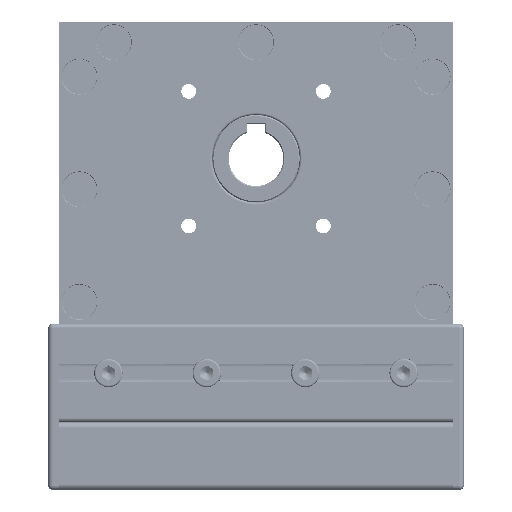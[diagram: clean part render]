
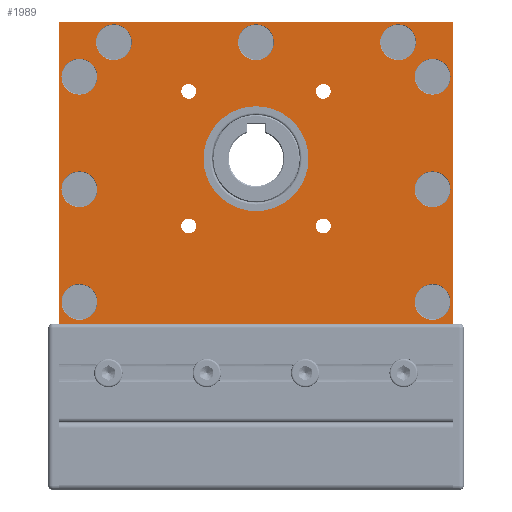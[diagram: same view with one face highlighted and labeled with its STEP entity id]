
A CAD part, left-side view. The second image highlights one B-rep face of the part: STEP entity #1989.
In plain terms, the highlighted face is planar.
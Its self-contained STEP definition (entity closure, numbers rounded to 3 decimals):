
#122=CARTESIAN_POINT('',(-90.,-75.5,0.0));
#123=VERTEX_POINT('',#122);
#130=CARTESIAN_POINT('',(90.,-75.5,0.0));
#131=VERTEX_POINT('',#130);
#132=CARTESIAN_POINT('',(90.,-75.5,0.0));
#133=DIRECTION('',(-1.0,0.0,0.0));
#134=VECTOR('',#133,180.0);
#135=LINE('',#132,#134);
#136=EDGE_CURVE('',#131,#123,#135,.T.);
#245=CARTESIAN_POINT('',(-90.0,62.5,0.0));
#246=VERTEX_POINT('',#245);
#253=CARTESIAN_POINT('',(-90.0,62.5,0.0));
#254=DIRECTION('',(0.0,-1.0,0.0));
#255=VECTOR('',#254,138.0);
#256=LINE('',#253,#255);
#257=EDGE_CURVE('',#246,#123,#256,.T.);
#323=CARTESIAN_POINT('',(30.76,27.36,0.));
#324=VERTEX_POINT('',#323);
#325=CARTESIAN_POINT('',(30.76,30.76,0.0));
#326=DIRECTION('',(0.0,0.0,1.0));
#327=DIRECTION('',(0.0,1.0,0.0));
#328=AXIS2_PLACEMENT_3D('',#325,#326,#327);
#329=CIRCLE('',#328,3.4);
#330=EDGE_CURVE('',#324,#324,#329,.T.);
#351=CARTESIAN_POINT('',(27.36,-30.76,0.));
#352=VERTEX_POINT('',#351);
#353=CARTESIAN_POINT('',(30.76,-30.76,0.0));
#354=DIRECTION('',(0.0,0.0,1.0));
#355=DIRECTION('',(1.0,0.0,0.0));
#356=AXIS2_PLACEMENT_3D('',#353,#354,#355);
#357=CIRCLE('',#356,3.4);
#358=EDGE_CURVE('',#352,#352,#357,.T.);
#379=CARTESIAN_POINT('',(-30.76,-27.36,0.));
#380=VERTEX_POINT('',#379);
#381=CARTESIAN_POINT('',(-30.76,-30.76,0.0));
#382=DIRECTION('',(0.0,0.0,1.0));
#383=DIRECTION('',(0.0,-1.0,0.0));
#384=AXIS2_PLACEMENT_3D('',#381,#382,#383);
#385=CIRCLE('',#384,3.4);
#386=EDGE_CURVE('',#380,#380,#385,.T.);
#407=CARTESIAN_POINT('',(-27.36,30.76,0.0));
#408=VERTEX_POINT('',#407);
#409=CARTESIAN_POINT('',(-30.76,30.76,0.0));
#410=DIRECTION('',(0.0,0.0,1.0));
#411=DIRECTION('',(-1.0,0.0,0.0));
#412=AXIS2_PLACEMENT_3D('',#409,#410,#411);
#413=CIRCLE('',#412,3.4);
#414=EDGE_CURVE('',#408,#408,#413,.T.);
#456=CARTESIAN_POINT('',(72.55,-14.,0.0));
#457=VERTEX_POINT('',#456);
#458=CARTESIAN_POINT('',(80.75,-14.,0.0));
#459=DIRECTION('',(0.0,0.0,1.0));
#460=DIRECTION('',(-1.0,0.0,0.0));
#461=AXIS2_PLACEMENT_3D('',#458,#459,#460);
#462=CIRCLE('',#461,8.2);
#463=EDGE_CURVE('',#457,#457,#462,.T.);
#546=CARTESIAN_POINT('',(72.55,-65.5,0.0));
#547=VERTEX_POINT('',#546);
#548=CARTESIAN_POINT('',(80.75,-65.5,0.0));
#549=DIRECTION('',(0.0,0.0,1.0));
#550=DIRECTION('',(-1.0,0.0,0.0));
#551=AXIS2_PLACEMENT_3D('',#548,#549,#550);
#552=CIRCLE('',#551,8.2);
#553=EDGE_CURVE('',#547,#547,#552,.T.);
#636=CARTESIAN_POINT('',(-88.95,-65.5,0.0));
#637=VERTEX_POINT('',#636);
#638=CARTESIAN_POINT('',(-80.75,-65.5,0.0));
#639=DIRECTION('',(0.0,0.0,1.0));
#640=DIRECTION('',(-1.0,0.0,0.0));
#641=AXIS2_PLACEMENT_3D('',#638,#639,#640);
#642=CIRCLE('',#641,8.2);
#643=EDGE_CURVE('',#637,#637,#642,.T.);
#726=CARTESIAN_POINT('',(-88.95,-14.,0.0));
#727=VERTEX_POINT('',#726);
#728=CARTESIAN_POINT('',(-80.75,-14.,0.0));
#729=DIRECTION('',(0.0,0.0,1.0));
#730=DIRECTION('',(-1.0,0.0,0.0));
#731=AXIS2_PLACEMENT_3D('',#728,#729,#730);
#732=CIRCLE('',#731,8.2);
#733=EDGE_CURVE('',#727,#727,#732,.T.);
#816=CARTESIAN_POINT('',(-88.95,37.5,0.0));
#817=VERTEX_POINT('',#816);
#818=CARTESIAN_POINT('',(-80.75,37.5,0.0));
#819=DIRECTION('',(0.0,0.0,1.0));
#820=DIRECTION('',(-1.0,0.0,0.0));
#821=AXIS2_PLACEMENT_3D('',#818,#819,#820);
#822=CIRCLE('',#821,8.2);
#823=EDGE_CURVE('',#817,#817,#822,.T.);
#906=CARTESIAN_POINT('',(-73.2,53.25,0.0));
#907=VERTEX_POINT('',#906);
#908=CARTESIAN_POINT('',(-65.,53.25,0.0));
#909=DIRECTION('',(0.0,0.0,1.0));
#910=DIRECTION('',(-1.0,0.0,0.0));
#911=AXIS2_PLACEMENT_3D('',#908,#909,#910);
#912=CIRCLE('',#911,8.2);
#913=EDGE_CURVE('',#907,#907,#912,.T.);
#996=CARTESIAN_POINT('',(-8.2,53.25,0.0));
#997=VERTEX_POINT('',#996);
#998=CARTESIAN_POINT('',(0.,53.25,0.0));
#999=DIRECTION('',(0.0,0.0,1.0));
#1000=DIRECTION('',(-1.0,0.0,0.0));
#1001=AXIS2_PLACEMENT_3D('',#998,#999,#1000);
#1002=CIRCLE('',#1001,8.2);
#1003=EDGE_CURVE('',#997,#997,#1002,.T.);
#1086=CARTESIAN_POINT('',(56.8,53.25,0.0));
#1087=VERTEX_POINT('',#1086);
#1088=CARTESIAN_POINT('',(65.,53.25,0.0));
#1089=DIRECTION('',(0.0,0.0,1.0));
#1090=DIRECTION('',(-1.0,0.0,0.0));
#1091=AXIS2_PLACEMENT_3D('',#1088,#1089,#1090);
#1092=CIRCLE('',#1091,8.2);
#1093=EDGE_CURVE('',#1087,#1087,#1092,.T.);
#1176=CARTESIAN_POINT('',(72.55,37.5,0.0));
#1177=VERTEX_POINT('',#1176);
#1178=CARTESIAN_POINT('',(80.75,37.5,0.0));
#1179=DIRECTION('',(0.0,0.0,1.0));
#1180=DIRECTION('',(-1.0,0.0,0.0));
#1181=AXIS2_PLACEMENT_3D('',#1178,#1179,#1180);
#1182=CIRCLE('',#1181,8.2);
#1183=EDGE_CURVE('',#1177,#1177,#1182,.T.);
#1737=CARTESIAN_POINT('',(-24.,0.,0.));
#1738=VERTEX_POINT('',#1737);
#1739=CARTESIAN_POINT('',(0.,0.,0.0));
#1740=DIRECTION('',(0.0,0.0,1.0));
#1741=DIRECTION('',(1.0,0.0,0.0));
#1742=AXIS2_PLACEMENT_3D('',#1739,#1740,#1741);
#1743=CIRCLE('',#1742,24.);
#1744=EDGE_CURVE('',#1738,#1738,#1743,.T.);
#1894=CARTESIAN_POINT('',(90.0,62.5,0.0));
#1895=VERTEX_POINT('',#1894);
#1902=CARTESIAN_POINT('',(90.0,62.5,0.0));
#1903=DIRECTION('',(-1.0,0.0,0.0));
#1904=VECTOR('',#1903,180.0);
#1905=LINE('',#1902,#1904);
#1906=EDGE_CURVE('',#1895,#246,#1905,.T.);
#1918=CARTESIAN_POINT('',(90.,-75.5,0.0));
#1919=DIRECTION('',(0.0,1.0,0.0));
#1920=VECTOR('',#1919,138.0);
#1921=LINE('',#1918,#1920);
#1922=EDGE_CURVE('',#131,#1895,#1921,.T.);
#1936=CARTESIAN_POINT('',(0.,-22.75,0.0));
#1937=DIRECTION('',(0.0,0.0,1.0));
#1938=DIRECTION('',(1.0,0.0,0.0));
#1939=AXIS2_PLACEMENT_3D('',#1936,#1937,#1938);
#1940=PLANE('',#1939);
#1941=ORIENTED_EDGE('',*,*,#136,.T.);
#1942=ORIENTED_EDGE('',*,*,#257,.F.);
#1943=ORIENTED_EDGE('',*,*,#1906,.F.);
#1944=ORIENTED_EDGE('',*,*,#1922,.F.);
#1945=EDGE_LOOP('',(#1941,#1942,#1943,#1944));
#1946=FACE_OUTER_BOUND('',#1945,.T.);
#1947=ORIENTED_EDGE('',*,*,#330,.T.);
#1948=EDGE_LOOP('',(#1947));
#1949=FACE_BOUND('',#1948,.T.);
#1950=ORIENTED_EDGE('',*,*,#358,.T.);
#1951=EDGE_LOOP('',(#1950));
#1952=FACE_BOUND('',#1951,.T.);
#1953=ORIENTED_EDGE('',*,*,#386,.T.);
#1954=EDGE_LOOP('',(#1953));
#1955=FACE_BOUND('',#1954,.T.);
#1956=ORIENTED_EDGE('',*,*,#414,.T.);
#1957=EDGE_LOOP('',(#1956));
#1958=FACE_BOUND('',#1957,.T.);
#1959=ORIENTED_EDGE('',*,*,#463,.T.);
#1960=EDGE_LOOP('',(#1959));
#1961=FACE_BOUND('',#1960,.T.);
#1962=ORIENTED_EDGE('',*,*,#553,.T.);
#1963=EDGE_LOOP('',(#1962));
#1964=FACE_BOUND('',#1963,.T.);
#1965=ORIENTED_EDGE('',*,*,#643,.T.);
#1966=EDGE_LOOP('',(#1965));
#1967=FACE_BOUND('',#1966,.T.);
#1968=ORIENTED_EDGE('',*,*,#733,.T.);
#1969=EDGE_LOOP('',(#1968));
#1970=FACE_BOUND('',#1969,.T.);
#1971=ORIENTED_EDGE('',*,*,#823,.T.);
#1972=EDGE_LOOP('',(#1971));
#1973=FACE_BOUND('',#1972,.T.);
#1974=ORIENTED_EDGE('',*,*,#913,.T.);
#1975=EDGE_LOOP('',(#1974));
#1976=FACE_BOUND('',#1975,.T.);
#1977=ORIENTED_EDGE('',*,*,#1003,.T.);
#1978=EDGE_LOOP('',(#1977));
#1979=FACE_BOUND('',#1978,.T.);
#1980=ORIENTED_EDGE('',*,*,#1093,.T.);
#1981=EDGE_LOOP('',(#1980));
#1982=FACE_BOUND('',#1981,.T.);
#1983=ORIENTED_EDGE('',*,*,#1183,.T.);
#1984=EDGE_LOOP('',(#1983));
#1985=FACE_BOUND('',#1984,.T.);
#1986=ORIENTED_EDGE('',*,*,#1744,.T.);
#1987=EDGE_LOOP('',(#1986));
#1988=FACE_BOUND('',#1987,.T.);
#1989=ADVANCED_FACE('',(#1946,#1949,#1952,#1955,#1958,#1961,#1964,#1967,#1970,#1973,#1976,#1979,#1982,#1985,#1988),#1940,.F.);
